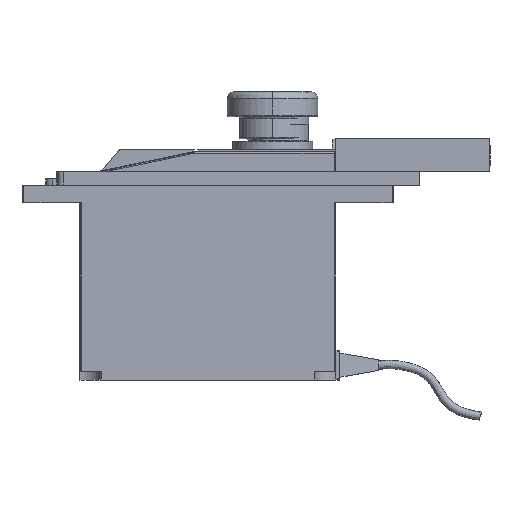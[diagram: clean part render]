
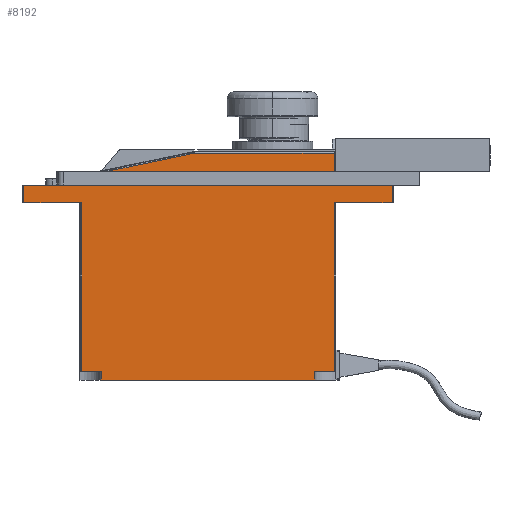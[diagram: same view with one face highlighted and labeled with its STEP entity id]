
A CAD part, top view. The second image highlights one B-rep face of the part: STEP entity #8192.
In plain terms, the highlighted planar face has unit normal (0, 0, 1).
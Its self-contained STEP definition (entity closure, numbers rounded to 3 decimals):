
#25 = VERTEX_POINT ( 'NONE', #13877 ) ;
#82 = CARTESIAN_POINT ( 'NONE',  ( -34.078, 101.769, 255.55 ) ) ;
#304 = EDGE_CURVE ( 'NONE', #3332, #657, #10703, .T. ) ;
#364 = VERTEX_POINT ( 'NONE', #14245 ) ;
#469 = ORIENTED_EDGE ( 'NONE', *, *, #11795, .T. ) ;
#562 = VERTEX_POINT ( 'NONE', #5091 ) ;
#657 = VERTEX_POINT ( 'NONE', #10232 ) ;
#662 = LINE ( 'NONE', #9851, #4851 ) ;
#721 = CARTESIAN_POINT ( 'NONE',  ( -80.306, 92.498, 255.55 ) ) ;
#780 = VECTOR ( 'NONE', #11984, 1000. ) ;
#799 = DIRECTION ( 'NONE',  ( 0., 1., 0. ) ) ;
#856 = ORIENTED_EDGE ( 'NONE', *, *, #4850, .F. ) ;
#1118 = LINE ( 'NONE', #9146, #8641 ) ;
#1135 = LINE ( 'NONE', #4376, #15117 ) ;
#1488 = CARTESIAN_POINT ( 'NONE',  ( -42.714, 104.309, 255.55 ) ) ;
#1597 = LINE ( 'NONE', #3980, #4815 ) ;
#1611 = CARTESIAN_POINT ( 'NONE',  ( -45.635, 75.353, 255.55 ) ) ;
#1685 = EDGE_CURVE ( 'NONE', #2974, #9276, #3775, .T. ) ;
#1828 = ORIENTED_EDGE ( 'NONE', *, *, #12849, .F. ) ;
#1927 = VECTOR ( 'NONE', #10191, 1000. ) ;
#2015 = LINE ( 'NONE', #7895, #1927 ) ;
#2021 = DIRECTION ( 'NONE',  ( -1., 0., 0. ) ) ;
#2334 = VECTOR ( 'NONE', #5219, 1000. ) ;
#2551 = PLANE ( 'NONE',  #7976 ) ;
#2577 = CARTESIAN_POINT ( 'NONE',  ( -42.714, 92.498, 255.55 ) ) ;
#2705 = FACE_OUTER_BOUND ( 'NONE', #12553, .T. ) ;
#2974 = VERTEX_POINT ( 'NONE', #6560 ) ;
#3082 = VERTEX_POINT ( 'NONE', #15098 ) ;
#3169 = VERTEX_POINT ( 'NONE', #82 ) ;
#3225 = CARTESIAN_POINT ( 'NONE',  ( -80.306, 76.623, 255.55 ) ) ;
#3234 = LINE ( 'NONE', #7811, #10439 ) ;
#3332 = VERTEX_POINT ( 'NONE', #8217 ) ;
#3347 = ORIENTED_EDGE ( 'NONE', *, *, #5410, .F. ) ;
#3382 = EDGE_CURVE ( 'NONE', #3169, #3082, #1118, .T. ) ;
#3496 = VERTEX_POINT ( 'NONE', #11985 ) ;
#3625 = EDGE_CURVE ( 'NONE', #3082, #364, #2015, .T. ) ;
#3771 = VECTOR ( 'NONE', #4324, 1000. ) ;
#3775 = LINE ( 'NONE', #1611, #6959 ) ;
#3935 = DIRECTION ( 'NONE',  ( 0., 0., -1. ) ) ;
#3980 = CARTESIAN_POINT ( 'NONE',  ( -34.078, 97.768, 255.55 ) ) ;
#4207 = DIRECTION ( 'NONE',  ( 0., 1., 0. ) ) ;
#4264 = CARTESIAN_POINT ( 'NONE',  ( -80.306, 105.626, 255.55 ) ) ;
#4324 = DIRECTION ( 'NONE',  ( -1., 0., 0. ) ) ;
#4376 = CARTESIAN_POINT ( 'NONE',  ( -80.306, 92.498, 255.55 ) ) ;
#4453 = VERTEX_POINT ( 'NONE', #9946 ) ;
#4642 = VECTOR ( 'NONE', #13019, 1000. ) ;
#4815 = VECTOR ( 'NONE', #8694, 1000. ) ;
#4850 = EDGE_CURVE ( 'NONE', #3332, #15222, #1135, .T. ) ;
#4851 = VECTOR ( 'NONE', #4207, 1000. ) ;
#4926 = EDGE_CURVE ( 'NONE', #7389, #11277, #8006, .T. ) ;
#5028 = CARTESIAN_POINT ( 'NONE',  ( -63.516, 109.135, 255.55 ) ) ;
#5056 = CARTESIAN_POINT ( 'NONE',  ( -51.985, 104.309, 255.55 ) ) ;
#5091 = CARTESIAN_POINT ( 'NONE',  ( -34.078, 104.309, 255.55 ) ) ;
#5219 = DIRECTION ( 'NONE',  ( 0., -1., 0. ) ) ;
#5382 = VECTOR ( 'NONE', #14215, 1000. ) ;
#5410 = EDGE_CURVE ( 'NONE', #3496, #12006, #7066, .T. ) ;
#6388 = CARTESIAN_POINT ( 'NONE',  ( -77.385, 75.353, 255.55 ) ) ;
#6560 = CARTESIAN_POINT ( 'NONE',  ( -45.635, 75.353, 255.55 ) ) ;
#6612 = VECTOR ( 'NONE', #2021, 1000. ) ;
#6629 = EDGE_CURVE ( 'NONE', #12006, #562, #10833, .T. ) ;
#6851 = LINE ( 'NONE', #13702, #7023 ) ;
#6959 = VECTOR ( 'NONE', #8414, 1000. ) ;
#7013 = CARTESIAN_POINT ( 'NONE',  ( -80.56, 104.309, 255.55 ) ) ;
#7023 = VECTOR ( 'NONE', #12554, 1000. ) ;
#7066 = LINE ( 'NONE', #2577, #5382 ) ;
#7389 = VERTEX_POINT ( 'NONE', #3225 ) ;
#7494 = ORIENTED_EDGE ( 'NONE', *, *, #4926, .T. ) ;
#7702 = DIRECTION ( 'NONE',  ( 1., 0., 0. ) ) ;
#7811 = CARTESIAN_POINT ( 'NONE',  ( -64.208, 108.99, 255.55 ) ) ;
#7895 = CARTESIAN_POINT ( 'NONE',  ( -42.714, 92.498, 255.55 ) ) ;
#7911 = ORIENTED_EDGE ( 'NONE', *, *, #14481, .F. ) ;
#7924 = CARTESIAN_POINT ( 'NONE',  ( -57.256, 109.135, 255.55 ) ) ;
#7965 = EDGE_CURVE ( 'NONE', #2974, #14333, #15030, .T. ) ;
#7976 = AXIS2_PLACEMENT_3D ( 'NONE', #14421, #3935, #10807 ) ;
#8006 = LINE ( 'NONE', #12703, #11929 ) ;
#8192 = ADVANCED_FACE ( 'NONE', ( #2705 ), #2551, .F. ) ;
#8217 = CARTESIAN_POINT ( 'NONE',  ( -80.306, 104.309, 255.55 ) ) ;
#8259 = ORIENTED_EDGE ( 'NONE', *, *, #6629, .F. ) ;
#8414 = DIRECTION ( 'NONE',  ( 0., 1., 0. ) ) ;
#8482 = ORIENTED_EDGE ( 'NONE', *, *, #11788, .F. ) ;
#8641 = VECTOR ( 'NONE', #10677, 1000. ) ;
#8694 = DIRECTION ( 'NONE',  ( 0., -1., 0. ) ) ;
#8758 = VECTOR ( 'NONE', #7702, 1000. ) ;
#9146 = CARTESIAN_POINT ( 'NONE',  ( -51.985, 101.769, 255.55 ) ) ;
#9210 = EDGE_CURVE ( 'NONE', #15222, #9393, #3234, .T. ) ;
#9276 = VERTEX_POINT ( 'NONE', #14111 ) ;
#9393 = VERTEX_POINT ( 'NONE', #5028 ) ;
#9430 = ORIENTED_EDGE ( 'NONE', *, *, #3625, .F. ) ;
#9447 = ORIENTED_EDGE ( 'NONE', *, *, #7965, .F. ) ;
#9452 = ORIENTED_EDGE ( 'NONE', *, *, #1685, .T. ) ;
#9851 = CARTESIAN_POINT ( 'NONE',  ( -88.942, 97.768, 255.55 ) ) ;
#9943 = EDGE_CURVE ( 'NONE', #9393, #3496, #13614, .T. ) ;
#9946 = CARTESIAN_POINT ( 'NONE',  ( -88.942, 101.769, 255.55 ) ) ;
#10009 = ORIENTED_EDGE ( 'NONE', *, *, #9210, .F. ) ;
#10084 = ORIENTED_EDGE ( 'NONE', *, *, #3382, .F. ) ;
#10191 = DIRECTION ( 'NONE',  ( 0., -1., 0. ) ) ;
#10232 = CARTESIAN_POINT ( 'NONE',  ( -88.942, 104.309, 255.55 ) ) ;
#10349 = CARTESIAN_POINT ( 'NONE',  ( -71.035, 101.769, 255.55 ) ) ;
#10439 = VECTOR ( 'NONE', #12417, 1000. ) ;
#10677 = DIRECTION ( 'NONE',  ( -1., 0., 0. ) ) ;
#10703 = LINE ( 'NONE', #7013, #4642 ) ;
#10807 = DIRECTION ( 'NONE',  ( -1., 0., 0. ) ) ;
#10833 = LINE ( 'NONE', #5056, #780 ) ;
#11256 = ORIENTED_EDGE ( 'NONE', *, *, #15112, .F. ) ;
#11277 = VERTEX_POINT ( 'NONE', #11589 ) ;
#11279 = LINE ( 'NONE', #721, #13026 ) ;
#11300 = ORIENTED_EDGE ( 'NONE', *, *, #11499, .T. ) ;
#11302 = ORIENTED_EDGE ( 'NONE', *, *, #304, .T. ) ;
#11499 = EDGE_CURVE ( 'NONE', #9276, #364, #6851, .T. ) ;
#11543 = DIRECTION ( 'NONE',  ( 1., 0., 0. ) ) ;
#11589 = CARTESIAN_POINT ( 'NONE',  ( -77.385, 76.623, 255.55 ) ) ;
#11593 = ORIENTED_EDGE ( 'NONE', *, *, #9943, .F. ) ;
#11756 = CARTESIAN_POINT ( 'NONE',  ( -77.385, 75.353, 255.55 ) ) ;
#11788 = EDGE_CURVE ( 'NONE', #562, #3169, #1597, .T. ) ;
#11795 = EDGE_CURVE ( 'NONE', #11277, #14333, #13388, .T. ) ;
#11929 = VECTOR ( 'NONE', #11543, 1000. ) ;
#11984 = DIRECTION ( 'NONE',  ( 1., 0., 0. ) ) ;
#11985 = CARTESIAN_POINT ( 'NONE',  ( -42.714, 109.135, 255.55 ) ) ;
#12006 = VERTEX_POINT ( 'NONE', #1488 ) ;
#12417 = DIRECTION ( 'NONE',  ( 0.979, 0.205, 0. ) ) ;
#12553 = EDGE_LOOP ( 'NONE', ( #8482, #8259, #3347, #11593, #10009, #856, #11302, #1828, #7911, #11256, #7494, #469, #9447, #9452, #11300, #9430, #10084 ) ) ;
#12554 = DIRECTION ( 'NONE',  ( 1., 0., 0. ) ) ;
#12703 = CARTESIAN_POINT ( 'NONE',  ( -70.241, 76.623, 255.55 ) ) ;
#12849 = EDGE_CURVE ( 'NONE', #4453, #657, #662, .T. ) ;
#13019 = DIRECTION ( 'NONE',  ( -1., 0., 0. ) ) ;
#13026 = VECTOR ( 'NONE', #799, 1000. ) ;
#13388 = LINE ( 'NONE', #6388, #2334 ) ;
#13614 = LINE ( 'NONE', #7924, #8758 ) ;
#13702 = CARTESIAN_POINT ( 'NONE',  ( -52.779, 76.623, 255.55 ) ) ;
#13872 = CARTESIAN_POINT ( 'NONE',  ( -61.51, 75.353, 255.55 ) ) ;
#13877 = CARTESIAN_POINT ( 'NONE',  ( -80.306, 101.769, 255.55 ) ) ;
#14111 = CARTESIAN_POINT ( 'NONE',  ( -45.635, 76.623, 255.55 ) ) ;
#14215 = DIRECTION ( 'NONE',  ( 0., -1., 0. ) ) ;
#14245 = CARTESIAN_POINT ( 'NONE',  ( -42.714, 76.623, 255.55 ) ) ;
#14333 = VERTEX_POINT ( 'NONE', #11756 ) ;
#14421 = CARTESIAN_POINT ( 'NONE',  ( -61.51, 92.498, 255.55 ) ) ;
#14481 = EDGE_CURVE ( 'NONE', #25, #4453, #14816, .T. ) ;
#14816 = LINE ( 'NONE', #10349, #6612 ) ;
#15030 = LINE ( 'NONE', #13872, #3771 ) ;
#15098 = CARTESIAN_POINT ( 'NONE',  ( -42.714, 101.769, 255.55 ) ) ;
#15112 = EDGE_CURVE ( 'NONE', #7389, #25, #11279, .T. ) ;
#15117 = VECTOR ( 'NONE', #15233, 1000. ) ;
#15222 = VERTEX_POINT ( 'NONE', #4264 ) ;
#15233 = DIRECTION ( 'NONE',  ( 0., 1., 0. ) ) ;
